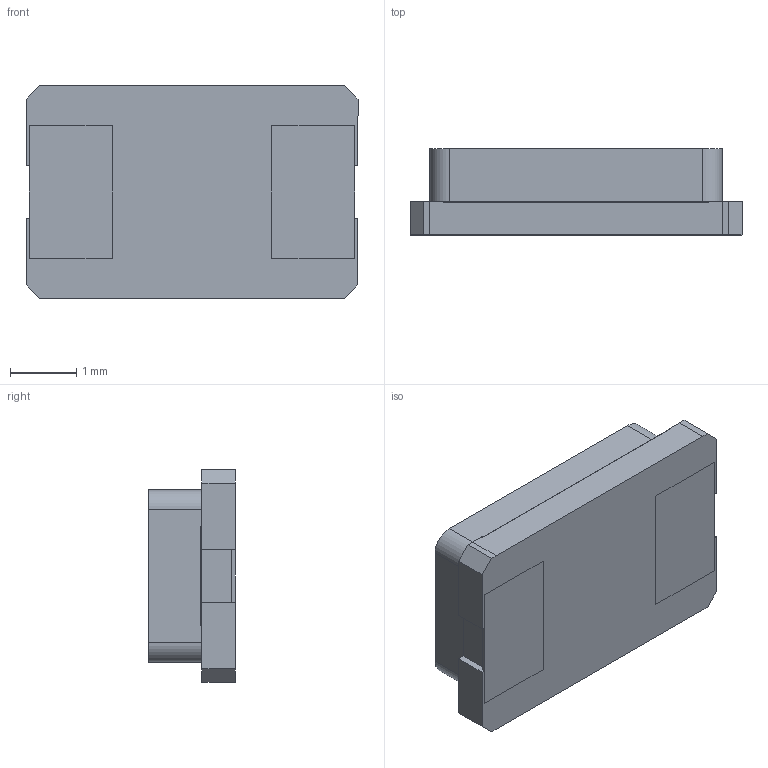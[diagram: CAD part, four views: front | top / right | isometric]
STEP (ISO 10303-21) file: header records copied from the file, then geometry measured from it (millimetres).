
FILE_DESCRIPTION (( 'STEP AP214' ), '1' );
FILE_NAME ('ABM3-8.000MHZ-D2Y-T.STEP', '2021-05-24T07:28:24', ( '' ), ( '' ), 'SwSTEP 2.0', 'SolidWorks 2018', '' );
FILE_SCHEMA (( 'AUTOMOTIVE_DESIGN' ));
Length unit declared in the file: millimetre
Products named in the file (1): ABM3-8.000MHZ-D2Y-T
Bounding box: 5 x 1.3 x 3.2 mm (x, y, z)
Volume: 17 mm3; surface area: 62 mm2
Topology: 3 solids, 3 shells, 150 faces, 395 edges, 258 vertices
Faces by surface type: plane 109, bspline 27, cylinder 14
Entity records: 5793 total; most frequent: CARTESIAN_POINT 2227, ORIENTED_EDGE 790, DIRECTION 605, EDGE_CURVE 395, VECTOR 317, LINE 317, VERTEX_POINT 258, EDGE_LOOP 157
